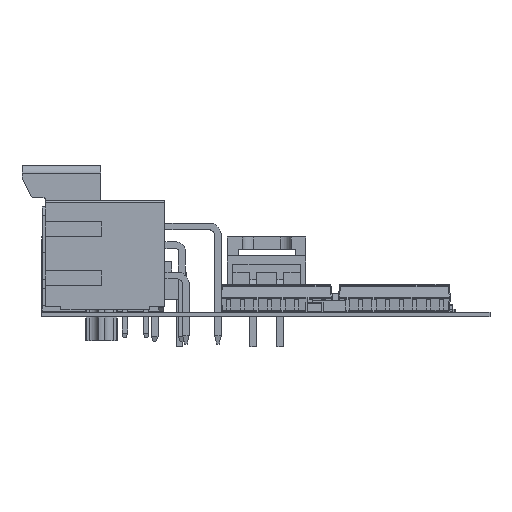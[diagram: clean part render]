
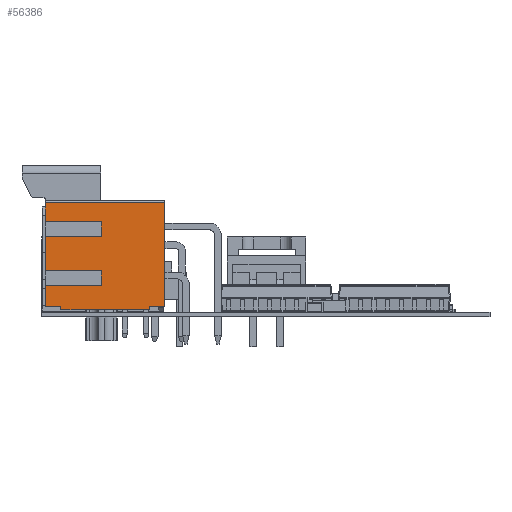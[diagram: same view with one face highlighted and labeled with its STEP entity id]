
A CAD part, front view. The second image highlights one B-rep face of the part: STEP entity #56386.
In plain terms, the highlighted face is planar.
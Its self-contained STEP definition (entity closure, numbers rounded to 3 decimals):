
#51353 = VERTEX_POINT('',#51354);
#51354 = CARTESIAN_POINT('',(4.,-4.975,5.6));
#51360 = EDGE_CURVE('',#51353,#51361,#51363,.T.);
#51361 = VERTEX_POINT('',#51362);
#51362 = CARTESIAN_POINT('',(4.,-4.975,4.15));
#51363 = LINE('',#51364,#51365);
#51364 = CARTESIAN_POINT('',(4.,-4.975,5.6));
#51365 = VECTOR('',#51366,1.);
#51366 = DIRECTION('',(0.,0.,-1.));
#51385 = VERTEX_POINT('',#51386);
#51386 = CARTESIAN_POINT('',(4.,-4.975,-4.15));
#51392 = EDGE_CURVE('',#51385,#51393,#51395,.T.);
#51393 = VERTEX_POINT('',#51394);
#51394 = CARTESIAN_POINT('',(4.,-4.975,-5.6));
#51395 = LINE('',#51396,#51397);
#51396 = CARTESIAN_POINT('',(4.,-4.975,-4.15));
#51397 = VECTOR('',#51398,1.);
#51398 = DIRECTION('',(0.,0.,-1.));
#51914 = VERTEX_POINT('',#51915);
#51915 = CARTESIAN_POINT('',(4.,4.775,5.6));
#51922 = EDGE_CURVE('',#51923,#51914,#51925,.T.);
#51923 = VERTEX_POINT('',#51924);
#51924 = CARTESIAN_POINT('',(4.,2.995,5.6));
#51925 = LINE('',#51926,#51927);
#51926 = CARTESIAN_POINT('',(4.,2.995,5.6));
#51927 = VECTOR('',#51928,1.);
#51928 = DIRECTION('',(0.,1.,0.));
#51947 = VERTEX_POINT('',#51948);
#51948 = CARTESIAN_POINT('',(4.,1.595,5.6));
#51954 = EDGE_CURVE('',#51955,#51947,#51957,.T.);
#51955 = VERTEX_POINT('',#51956);
#51956 = CARTESIAN_POINT('',(4.,-1.595,5.6));
#51957 = LINE('',#51958,#51959);
#51958 = CARTESIAN_POINT('',(4.,-1.595,5.6));
#51959 = VECTOR('',#51960,1.);
#51960 = DIRECTION('',(0.,1.,0.));
#51979 = VERTEX_POINT('',#51980);
#51980 = CARTESIAN_POINT('',(4.,-2.995,5.6));
#51986 = EDGE_CURVE('',#51353,#51979,#51987,.T.);
#51987 = LINE('',#51988,#51989);
#51988 = CARTESIAN_POINT('',(4.,-4.975,5.6));
#51989 = VECTOR('',#51990,1.);
#51990 = DIRECTION('',(0.,1.,0.));
#53487 = EDGE_CURVE('',#51914,#53488,#53490,.T.);
#53488 = VERTEX_POINT('',#53489);
#53489 = CARTESIAN_POINT('',(4.,4.775,-5.6));
#53490 = LINE('',#53491,#53492);
#53491 = CARTESIAN_POINT('',(4.,4.775,5.6));
#53492 = VECTOR('',#53493,1.);
#53493 = DIRECTION('',(0.,0.,-1.));
#53513 = EDGE_CURVE('',#51393,#53488,#53514,.T.);
#53514 = LINE('',#53515,#53516);
#53515 = CARTESIAN_POINT('',(4.,-4.975,-5.6));
#53516 = VECTOR('',#53517,1.);
#53517 = DIRECTION('',(0.,1.,0.));
#56386 = ADVANCED_FACE('',(#56387),#56462,.T.);
#56387 = FACE_BOUND('',#56388,.F.);
#56388 = EDGE_LOOP('',(#56389,#56390,#56391,#56392,#56400,#56408,#56414,
    #56415,#56416,#56424,#56432,#56438,#56439,#56447,#56455,#56461));
#56389 = ORIENTED_EDGE('',*,*,#53487,.T.);
#56390 = ORIENTED_EDGE('',*,*,#53513,.F.);
#56391 = ORIENTED_EDGE('',*,*,#51392,.F.);
#56392 = ORIENTED_EDGE('',*,*,#56393,.T.);
#56393 = EDGE_CURVE('',#51385,#56394,#56396,.T.);
#56394 = VERTEX_POINT('',#56395);
#56395 = CARTESIAN_POINT('',(4.,-5.275,-4.15));
#56396 = LINE('',#56397,#56398);
#56397 = CARTESIAN_POINT('',(4.,-4.975,-4.15));
#56398 = VECTOR('',#56399,1.);
#56399 = DIRECTION('',(0.,-1.,0.));
#56400 = ORIENTED_EDGE('',*,*,#56401,.T.);
#56401 = EDGE_CURVE('',#56394,#56402,#56404,.T.);
#56402 = VERTEX_POINT('',#56403);
#56403 = CARTESIAN_POINT('',(4.,-5.275,4.15));
#56404 = LINE('',#56405,#56406);
#56405 = CARTESIAN_POINT('',(4.,-5.275,-4.15));
#56406 = VECTOR('',#56407,1.);
#56407 = DIRECTION('',(0.,0.,1.));
#56408 = ORIENTED_EDGE('',*,*,#56409,.F.);
#56409 = EDGE_CURVE('',#51361,#56402,#56410,.T.);
#56410 = LINE('',#56411,#56412);
#56411 = CARTESIAN_POINT('',(4.,-4.975,4.15));
#56412 = VECTOR('',#56413,1.);
#56413 = DIRECTION('',(0.,-1.,0.));
#56414 = ORIENTED_EDGE('',*,*,#51360,.F.);
#56415 = ORIENTED_EDGE('',*,*,#51986,.T.);
#56416 = ORIENTED_EDGE('',*,*,#56417,.T.);
#56417 = EDGE_CURVE('',#51979,#56418,#56420,.T.);
#56418 = VERTEX_POINT('',#56419);
#56419 = CARTESIAN_POINT('',(4.,-2.995,0.35));
#56420 = LINE('',#56421,#56422);
#56421 = CARTESIAN_POINT('',(4.,-2.995,5.6));
#56422 = VECTOR('',#56423,1.);
#56423 = DIRECTION('',(0.,0.,-1.));
#56424 = ORIENTED_EDGE('',*,*,#56425,.T.);
#56425 = EDGE_CURVE('',#56418,#56426,#56428,.T.);
#56426 = VERTEX_POINT('',#56427);
#56427 = CARTESIAN_POINT('',(4.,-1.595,0.35));
#56428 = LINE('',#56429,#56430);
#56429 = CARTESIAN_POINT('',(4.,-2.995,0.35));
#56430 = VECTOR('',#56431,1.);
#56431 = DIRECTION('',(0.,1.,0.));
#56432 = ORIENTED_EDGE('',*,*,#56433,.F.);
#56433 = EDGE_CURVE('',#51955,#56426,#56434,.T.);
#56434 = LINE('',#56435,#56436);
#56435 = CARTESIAN_POINT('',(4.,-1.595,5.6));
#56436 = VECTOR('',#56437,1.);
#56437 = DIRECTION('',(0.,0.,-1.));
#56438 = ORIENTED_EDGE('',*,*,#51954,.T.);
#56439 = ORIENTED_EDGE('',*,*,#56440,.T.);
#56440 = EDGE_CURVE('',#51947,#56441,#56443,.T.);
#56441 = VERTEX_POINT('',#56442);
#56442 = CARTESIAN_POINT('',(4.,1.595,0.35));
#56443 = LINE('',#56444,#56445);
#56444 = CARTESIAN_POINT('',(4.,1.595,5.6));
#56445 = VECTOR('',#56446,1.);
#56446 = DIRECTION('',(0.,0.,-1.));
#56447 = ORIENTED_EDGE('',*,*,#56448,.T.);
#56448 = EDGE_CURVE('',#56441,#56449,#56451,.T.);
#56449 = VERTEX_POINT('',#56450);
#56450 = CARTESIAN_POINT('',(4.,2.995,0.35));
#56451 = LINE('',#56452,#56453);
#56452 = CARTESIAN_POINT('',(4.,1.595,0.35));
#56453 = VECTOR('',#56454,1.);
#56454 = DIRECTION('',(0.,1.,0.));
#56455 = ORIENTED_EDGE('',*,*,#56456,.F.);
#56456 = EDGE_CURVE('',#51923,#56449,#56457,.T.);
#56457 = LINE('',#56458,#56459);
#56458 = CARTESIAN_POINT('',(4.,2.995,5.6));
#56459 = VECTOR('',#56460,1.);
#56460 = DIRECTION('',(0.,0.,-1.));
#56461 = ORIENTED_EDGE('',*,*,#51922,.T.);
#56462 = PLANE('',#56463);
#56463 = AXIS2_PLACEMENT_3D('',#56464,#56465,#56466);
#56464 = CARTESIAN_POINT('',(4.,-4.975,5.6));
#56465 = DIRECTION('',(1.,0.,0.));
#56466 = DIRECTION('',(0.,0.,-1.));
